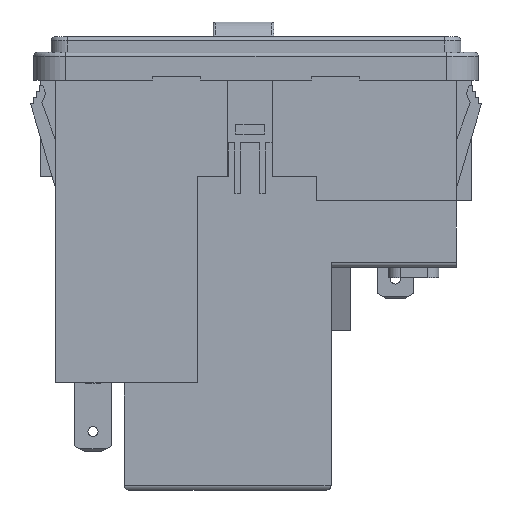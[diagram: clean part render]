
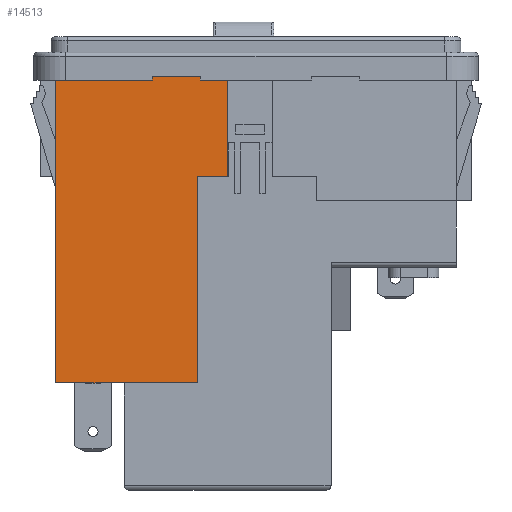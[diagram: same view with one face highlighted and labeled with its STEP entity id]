
A CAD part, left-side view. The second image highlights one B-rep face of the part: STEP entity #14513.
In plain terms, the highlighted planar face has unit normal (-1, 0, 0).
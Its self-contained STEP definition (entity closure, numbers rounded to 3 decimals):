
#2949 = CARTESIAN_POINT ( 'NONE',  ( -13., 7.766, -18.415 ) ) ;
#2950 = DIRECTION ( 'NONE',  ( 0., 1., 0. ) ) ;
#2951 = VECTOR ( 'NONE', #2950, 1000. ) ;
#2952 = CARTESIAN_POINT ( 'NONE',  ( -13., 7.766, -18.415 ) ) ;
#2953 = LINE ( 'NONE', #2952, #2951 ) ;
#2954 = CARTESIAN_POINT ( 'NONE',  ( -13., 3.766, -18.415 ) ) ;
#4177 = CARTESIAN_POINT ( 'NONE',  ( -13., 26.416, -45.669 ) ) ;
#4178 = DIRECTION ( 'NONE',  ( 0., 1., 0. ) ) ;
#4179 = VECTOR ( 'NONE', #4178, 1000. ) ;
#4180 = CARTESIAN_POINT ( 'NONE',  ( -13., -26.416, -45.669 ) ) ;
#4181 = LINE ( 'NONE', #4180, #4179 ) ;
#4183 = CARTESIAN_POINT ( 'NONE',  ( -13., 7.766, -45.669 ) ) ;
#5290 = CARTESIAN_POINT ( 'NONE',  ( -13., 13.714, -5.715 ) ) ;
#5291 = DIRECTION ( 'NONE',  ( 0., 1., 0. ) ) ;
#5292 = VECTOR ( 'NONE', #5291, 1000. ) ;
#5293 = CARTESIAN_POINT ( 'NONE',  ( -13., -26.416, -5.715 ) ) ;
#5294 = LINE ( 'NONE', #5293, #5292 ) ;
#5446 = CARTESIAN_POINT ( 'NONE',  ( -13., 26.416, -5.715 ) ) ;
#6202 = CARTESIAN_POINT ( 'NONE',  ( -13., 7.364, -5.715 ) ) ;
#6292 = DIRECTION ( 'NONE',  ( 0., 1., 0. ) ) ;
#6293 = VECTOR ( 'NONE', #6292, 1000. ) ;
#6294 = CARTESIAN_POINT ( 'NONE',  ( -13., -26.416, -5.715 ) ) ;
#6295 = LINE ( 'NONE', #6294, #6293 ) ;
#6325 = LINE ( 'NONE', #6331, #6387 ) ;
#6331 = CARTESIAN_POINT ( 'NONE',  ( -13., 26.416, -45.669 ) ) ;
#6357 = CARTESIAN_POINT ( 'NONE',  ( -13., 3.766, -5.715 ) ) ;
#6386 = DIRECTION ( 'NONE',  ( 0., 0., 1. ) ) ;
#6387 = VECTOR ( 'NONE', #6386, 1000. ) ;
#7145 = DIRECTION ( 'NONE',  ( 0., 0., -1. ) ) ;
#7146 = DIRECTION ( 'NONE',  ( 1., 0., 0. ) ) ;
#7147 = CARTESIAN_POINT ( 'NONE',  ( -13., -26.416, -45.669 ) ) ;
#7148 = AXIS2_PLACEMENT_3D ( 'NONE', #7147, #7146, #7145 ) ;
#7149 = PLANE ( 'NONE',  #7148 ) ;
#7150 = FACE_OUTER_BOUND ( 'NONE', #14514, .T. ) ;
#7188 = DIRECTION ( 'NONE',  ( 0., 0., -1. ) ) ;
#7189 = VECTOR ( 'NONE', #7188, 1000. ) ;
#7190 = CARTESIAN_POINT ( 'NONE',  ( -13., 13.714, -5.207 ) ) ;
#7191 = LINE ( 'NONE', #7190, #7189 ) ;
#7192 = CARTESIAN_POINT ( 'NONE',  ( -13., 13.714, -5.207 ) ) ;
#7193 = DIRECTION ( 'NONE',  ( 0., -1., 0. ) ) ;
#7194 = VECTOR ( 'NONE', #7193, 1000. ) ;
#7195 = CARTESIAN_POINT ( 'NONE',  ( -13., 13.714, -5.207 ) ) ;
#7196 = LINE ( 'NONE', #7195, #7194 ) ;
#7197 = CARTESIAN_POINT ( 'NONE',  ( -13., 7.364, -5.207 ) ) ;
#7198 = DIRECTION ( 'NONE',  ( 0., 0., -1. ) ) ;
#7199 = VECTOR ( 'NONE', #7198, 1000. ) ;
#7200 = CARTESIAN_POINT ( 'NONE',  ( -13., 7.364, -5.207 ) ) ;
#7201 = LINE ( 'NONE', #7200, #7199 ) ;
#7202 = DIRECTION ( 'NONE',  ( 0., 0., -1. ) ) ;
#7203 = VECTOR ( 'NONE', #7202, 1000. ) ;
#7204 = CARTESIAN_POINT ( 'NONE',  ( -13., 3.766, 1.405 ) ) ;
#7205 = LINE ( 'NONE', #7204, #7203 ) ;
#7212 = DIRECTION ( 'NONE',  ( 0., 0., -1. ) ) ;
#7213 = VECTOR ( 'NONE', #7212, 1000. ) ;
#7214 = CARTESIAN_POINT ( 'NONE',  ( -13., 7.766, -45.669 ) ) ;
#7215 = LINE ( 'NONE', #7214, #7213 ) ;
#12309 = VERTEX_POINT ( 'NONE', #2954 ) ;
#12311 = EDGE_CURVE ( 'NONE', #12309, #12312, #2953, .T. ) ;
#12312 = VERTEX_POINT ( 'NONE', #2949 ) ;
#12919 = VERTEX_POINT ( 'NONE', #4183 ) ;
#12922 = EDGE_CURVE ( 'NONE', #12919, #12923, #4181, .T. ) ;
#12923 = VERTEX_POINT ( 'NONE', #4177 ) ;
#13440 = EDGE_CURVE ( 'NONE', #13441, #13531, #5294, .T. ) ;
#13441 = VERTEX_POINT ( 'NONE', #5290 ) ;
#13531 = VERTEX_POINT ( 'NONE', #5446 ) ;
#13971 = VERTEX_POINT ( 'NONE', #6202 ) ;
#14030 = EDGE_CURVE ( 'NONE', #14031, #13971, #6295, .T. ) ;
#14031 = VERTEX_POINT ( 'NONE', #6357 ) ;
#14049 = EDGE_CURVE ( 'NONE', #12923, #13531, #6325, .T. ) ;
#14513 = ADVANCED_FACE ( 'NONE', ( #7150 ), #7149, .F. ) ;
#14514 = EDGE_LOOP ( 'NONE', ( #14574, #14575, #14577, #14578, #14581, #14584, #14586, #14563, #14564, #14565 ) ) ;
#14563 = ORIENTED_EDGE ( 'NONE', *, *, #14049, .F. ) ;
#14564 = ORIENTED_EDGE ( 'NONE', *, *, #12922, .F. ) ;
#14565 = ORIENTED_EDGE ( 'NONE', *, *, #14566, .F. ) ;
#14566 = EDGE_CURVE ( 'NONE', #12312, #12919, #7215, .T. ) ;
#14574 = ORIENTED_EDGE ( 'NONE', *, *, #12311, .F. ) ;
#14575 = ORIENTED_EDGE ( 'NONE', *, *, #14576, .F. ) ;
#14576 = EDGE_CURVE ( 'NONE', #14031, #12309, #7205, .T. ) ;
#14577 = ORIENTED_EDGE ( 'NONE', *, *, #14030, .T. ) ;
#14578 = ORIENTED_EDGE ( 'NONE', *, *, #14579, .F. ) ;
#14579 = EDGE_CURVE ( 'NONE', #14580, #13971, #7201, .T. ) ;
#14580 = VERTEX_POINT ( 'NONE', #7197 ) ;
#14581 = ORIENTED_EDGE ( 'NONE', *, *, #14582, .F. ) ;
#14582 = EDGE_CURVE ( 'NONE', #14583, #14580, #7196, .T. ) ;
#14583 = VERTEX_POINT ( 'NONE', #7192 ) ;
#14584 = ORIENTED_EDGE ( 'NONE', *, *, #14585, .T. ) ;
#14585 = EDGE_CURVE ( 'NONE', #14583, #13441, #7191, .T. ) ;
#14586 = ORIENTED_EDGE ( 'NONE', *, *, #13440, .T. ) ;
